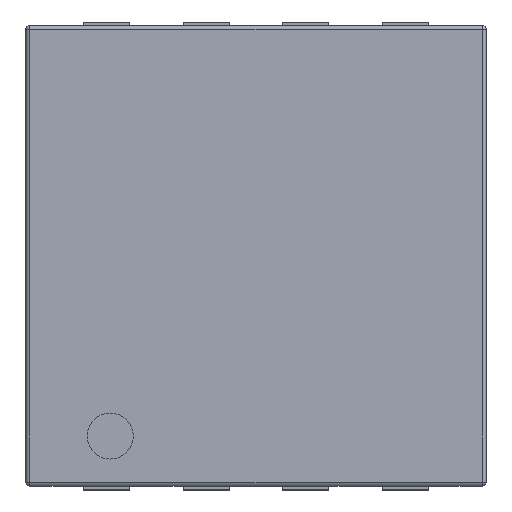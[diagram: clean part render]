
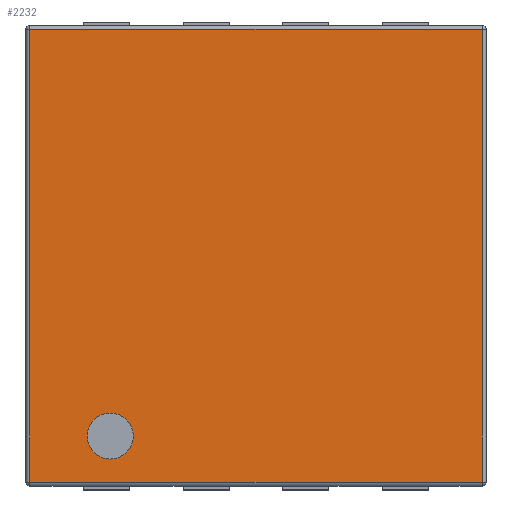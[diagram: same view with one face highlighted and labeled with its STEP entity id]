
A CAD part, top view. The second image highlights one B-rep face of the part: STEP entity #2232.
In plain terms, the highlighted planar face has unit normal (0, 0, 1).
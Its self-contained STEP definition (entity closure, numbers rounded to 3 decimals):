
#1785 = VERTEX_POINT('',#1786);
#1786 = CARTESIAN_POINT('',(1.475,1.475,1.));
#1795 = VERTEX_POINT('',#1796);
#1796 = CARTESIAN_POINT('',(-1.475,1.475,1.));
#1803 = EDGE_CURVE('',#1795,#1785,#1804,.T.);
#1804 = LINE('',#1805,#1806);
#1805 = CARTESIAN_POINT('',(0.,1.475,1.));
#1806 = VECTOR('',#1807,1.);
#1807 = DIRECTION('',(1.,0.,0.));
#1939 = VERTEX_POINT('',#1940);
#1940 = CARTESIAN_POINT('',(1.475,-1.475,1.));
#1949 = EDGE_CURVE('',#1785,#1939,#1950,.T.);
#1950 = LINE('',#1951,#1952);
#1951 = CARTESIAN_POINT('',(1.475,0.,1.));
#1952 = VECTOR('',#1953,1.);
#1953 = DIRECTION('',(0.,-1.,0.));
#2049 = EDGE_CURVE('',#2050,#1939,#2052,.T.);
#2050 = VERTEX_POINT('',#2051);
#2051 = CARTESIAN_POINT('',(-1.475,-1.475,1.));
#2052 = LINE('',#2053,#2054);
#2053 = CARTESIAN_POINT('',(1.5,-1.475,1.));
#2054 = VECTOR('',#2055,1.);
#2055 = DIRECTION('',(1.,0.,0.));
#2207 = EDGE_CURVE('',#1795,#2050,#2208,.T.);
#2208 = LINE('',#2209,#2210);
#2209 = CARTESIAN_POINT('',(-1.475,-1.5,1.));
#2210 = VECTOR('',#2211,1.);
#2211 = DIRECTION('',(0.,-1.,0.));
#2232 = ADVANCED_FACE('',(#2233,#2244),#2250,.T.);
#2233 = FACE_BOUND('',#2234,.T.);
#2234 = EDGE_LOOP('',(#2235));
#2235 = ORIENTED_EDGE('',*,*,#2236,.F.);
#2236 = EDGE_CURVE('',#2237,#2237,#2239,.T.);
#2237 = VERTEX_POINT('',#2238);
#2238 = CARTESIAN_POINT('',(-0.8,-1.175,1.));
#2239 = CIRCLE('',#2240,0.15);
#2240 = AXIS2_PLACEMENT_3D('',#2241,#2242,#2243);
#2241 = CARTESIAN_POINT('',(-0.95,-1.175,1.));
#2242 = DIRECTION('',(0.,0.,1.));
#2243 = DIRECTION('',(1.,0.,0.));
#2244 = FACE_BOUND('',#2245,.T.);
#2245 = EDGE_LOOP('',(#2246,#2247,#2248,#2249));
#2246 = ORIENTED_EDGE('',*,*,#2207,.T.);
#2247 = ORIENTED_EDGE('',*,*,#2049,.T.);
#2248 = ORIENTED_EDGE('',*,*,#1949,.F.);
#2249 = ORIENTED_EDGE('',*,*,#1803,.F.);
#2250 = PLANE('',#2251);
#2251 = AXIS2_PLACEMENT_3D('',#2252,#2253,#2254);
#2252 = CARTESIAN_POINT('',(0.,0.,1.));
#2253 = DIRECTION('',(0.,0.,1.));
#2254 = DIRECTION('',(1.,0.,0.));
